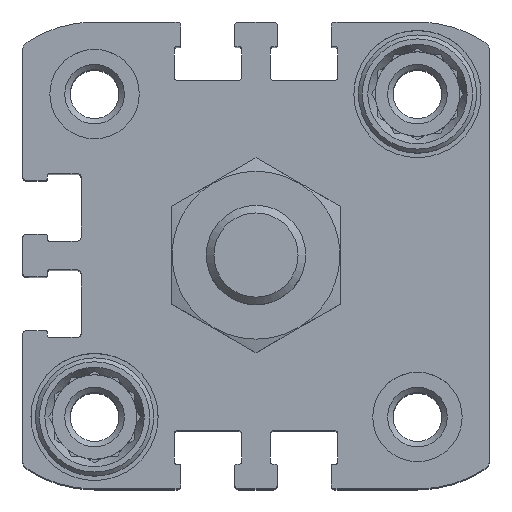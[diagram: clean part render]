
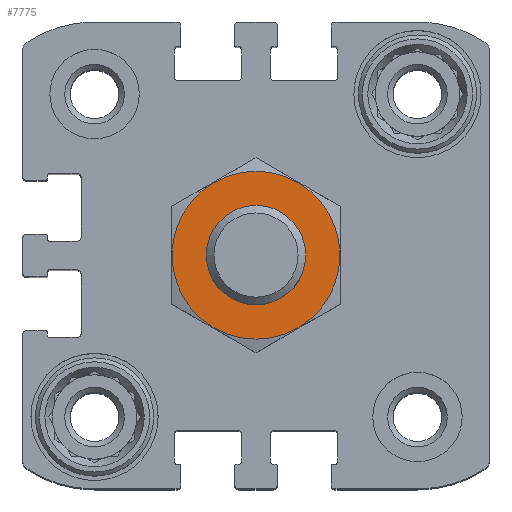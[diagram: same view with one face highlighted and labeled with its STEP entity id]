
A CAD part, top view. The second image highlights one B-rep face of the part: STEP entity #7775.
In plain terms, the highlighted face is planar.
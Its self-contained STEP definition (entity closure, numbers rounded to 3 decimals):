
#309=PLANE('',#8640);
#3809=ORIENTED_EDGE('',*,*,#4935,.F.);
#3810=ORIENTED_EDGE('',*,*,#4936,.T.);
#4935=EDGE_CURVE('',#5709,#5709,#6111,.T.);
#4936=EDGE_CURVE('',#5710,#5710,#6112,.T.);
#5709=VERTEX_POINT('',#13479);
#5710=VERTEX_POINT('',#13481);
#6111=CIRCLE('',#8641,8.45);
#6112=CIRCLE('',#8642,5.);
#6645=EDGE_LOOP('',(#3809));
#6646=EDGE_LOOP('',(#3810));
#7193=FACE_BOUND('',#6645,.T.);
#7194=FACE_BOUND('',#6646,.T.);
#7775=ADVANCED_FACE('',(#7193,#7194),#309,.F.);
#8640=AXIS2_PLACEMENT_3D('',#13477,#10886,#10887);
#8641=AXIS2_PLACEMENT_3D('',#13478,#10888,#10889);
#8642=AXIS2_PLACEMENT_3D('',#13480,#10890,#10891);
#10886=DIRECTION('',(0.,-1.,0.));
#10887=DIRECTION('',(0.,0.,-1.));
#10888=DIRECTION('',(0.,-1.,0.));
#10889=DIRECTION('',(0.,0.,-1.));
#10890=DIRECTION('',(0.,-1.,0.));
#10891=DIRECTION('',(0.,0.,-1.));
#13477=CARTESIAN_POINT('',(0.,0.,0.));
#13478=CARTESIAN_POINT('',(0.,0.,0.));
#13479=CARTESIAN_POINT('',(0.,0.,-8.45));
#13480=CARTESIAN_POINT('',(0.,0.,0.));
#13481=CARTESIAN_POINT('',(0.,0.,-5.));
